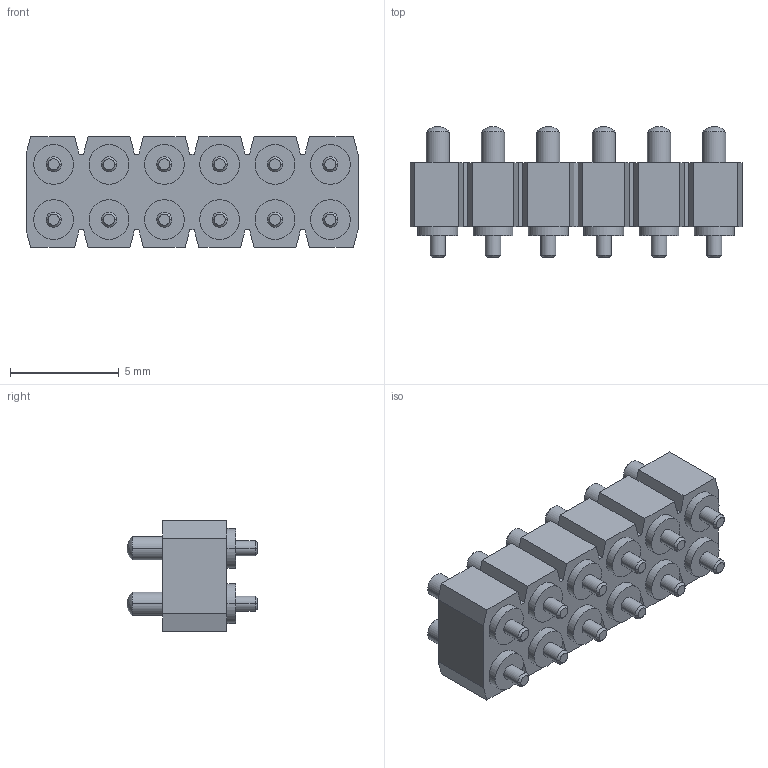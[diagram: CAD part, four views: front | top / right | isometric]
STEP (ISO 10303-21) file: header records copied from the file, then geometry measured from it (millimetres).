
FILE_DESCRIPTION(('STEP AP214'),'1');
FILE_NAME('slc_connector_813-ss-012-30-022101.stp','2020-04-09T10:08:41',('TraceParts'),('TraceParts S.A.'),'Spatial InterOp 3D',' ',' ');
FILE_SCHEMA(('AUTOMOTIVE_DESIGN { 1 0 10303 214 1 1 1 1 }'));
Length unit declared in the file: millimetre
Products named in the file (1): slc_connector_813-ss-012-30-022101_1
Bounding box: 15.24 x 6 x 5.08 mm (x, y, z)
Volume: 218.3 mm3; surface area: 657.9 mm2
Topology: 13 solids, 13 shells, 302 faces, 624 edges, 408 vertices
Faces by surface type: cylinder 144, plane 122, cone 24, sphere 12
Entity records: 10568 total; most frequent: DIRECTION 1566, CARTESIAN_POINT 1347, ORIENTED_EDGE 1248, AXIS2_PLACEMENT_3D 627, EDGE_CURVE 624, VERTEX_POINT 408, EDGE_LOOP 362, LINE 312
